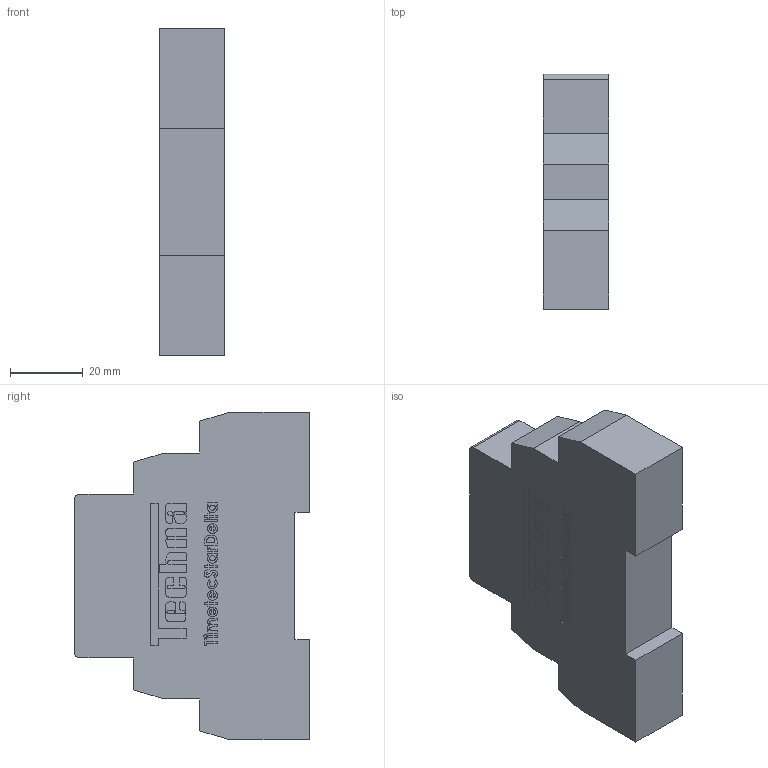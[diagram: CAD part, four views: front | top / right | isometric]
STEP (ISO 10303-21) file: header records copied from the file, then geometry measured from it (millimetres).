
FILE_DESCRIPTION (( 'STEP AP214' ), '1' );
FILE_NAME ('TimetecStarDelta-W.STEP', '2020-05-26T10:11:48', ( '' ), ( '' ), 'SwSTEP 2.0', 'SolidWorks 2020', '' );
FILE_SCHEMA (( 'AUTOMOTIVE_DESIGN' ));
Length unit declared in the file: millimetre
Products named in the file (1): TimetecStarDelta-W
Bounding box: 18 x 64.5 x 90 mm (x, y, z)
Volume: 79979.4 mm3; surface area: 15254.9 mm2
Topology: 1 solids, 1 shells, 1267 faces, 3417 edges, 2278 vertices
Faces by surface type: plane 789, bspline 258, cylinder 220
Entity records: 63352 total; most frequent: CARTESIAN_POINT 21765, ORIENTED_EDGE 6834, DIRECTION 5361, EDGE_CURVE 3417, VECTOR 2461, LINE 2461, VERTEX_POINT 2278, AXIS2_PLACEMENT_3D 1450
